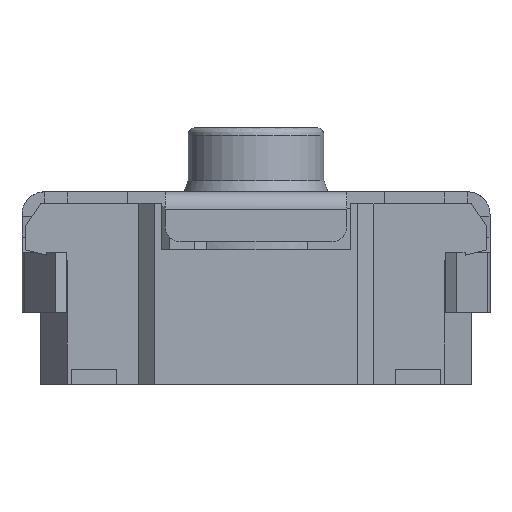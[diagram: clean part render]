
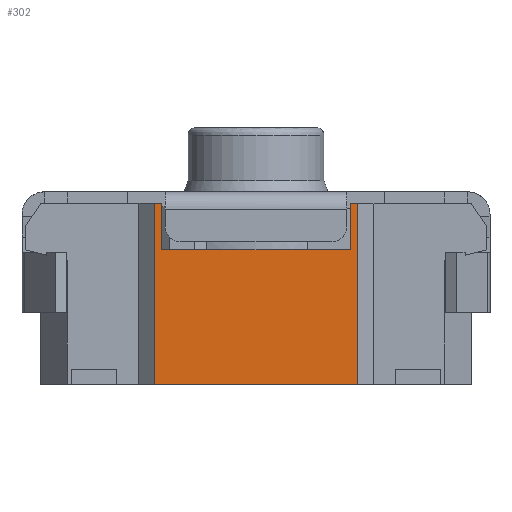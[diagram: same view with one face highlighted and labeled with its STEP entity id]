
A CAD part, front view. The second image highlights one B-rep face of the part: STEP entity #302.
In plain terms, the highlighted planar face has unit normal (0, -1, 0).
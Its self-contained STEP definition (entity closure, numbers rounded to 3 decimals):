
#302 = ADVANCED_FACE ( 'NONE', ( #7227 ), #5741, .F. ) ;
#1536 = VERTEX_POINT ( 'NONE', #5096 ) ;
#1537 = VERTEX_POINT ( 'NONE', #5097 ) ;
#1538 = VERTEX_POINT ( 'NONE', #5098 ) ;
#1539 = VERTEX_POINT ( 'NONE', #5099 ) ;
#1543 = VERTEX_POINT ( 'NONE', #5105 ) ;
#1544 = VERTEX_POINT ( 'NONE', #5106 ) ;
#1554 = VERTEX_POINT ( 'NONE', #5120 ) ;
#1555 = VERTEX_POINT ( 'NONE', #5121 ) ;
#2972 = ORIENTED_EDGE ( 'NONE', *, *, #10472, .F. ) ;
#2973 = ORIENTED_EDGE ( 'NONE', *, *, #10501, .T. ) ;
#2974 = ORIENTED_EDGE ( 'NONE', *, *, #10499, .F. ) ;
#2975 = ORIENTED_EDGE ( 'NONE', *, *, #10503, .F. ) ;
#2976 = ORIENTED_EDGE ( 'NONE', *, *, #10479, .F. ) ;
#2977 = ORIENTED_EDGE ( 'NONE', *, *, #10502, .F. ) ;
#2992 = ORIENTED_EDGE ( 'NONE', *, *, #10473, .F. ) ;
#2993 = ORIENTED_EDGE ( 'NONE', *, *, #10500, .F. ) ;
#3173 = AXIS2_PLACEMENT_3D ( 'NONE', #5742, #5743, #5744 ) ;
#5096 = CARTESIAN_POINT ( 'NONE',  ( 1.35, -1.75, -2.581 ) ) ;
#5097 = CARTESIAN_POINT ( 'NONE',  ( 1.35, -1.75, -0.181 ) ) ;
#5098 = CARTESIAN_POINT ( 'NONE',  ( -1.35, -1.75, -2.581 ) ) ;
#5099 = CARTESIAN_POINT ( 'NONE',  ( -1.35, -1.75, -0.181 ) ) ;
#5105 = CARTESIAN_POINT ( 'NONE',  ( -1.25, -1.75, -0.801 ) ) ;
#5106 = CARTESIAN_POINT ( 'NONE',  ( 1.25, -1.75, -0.801 ) ) ;
#5120 = CARTESIAN_POINT ( 'NONE',  ( -1.25, -1.75, -0.181 ) ) ;
#5121 = CARTESIAN_POINT ( 'NONE',  ( 1.25, -1.75, -0.181 ) ) ;
#5741 = PLANE ( 'NONE',  #3173 ) ;
#5742 = CARTESIAN_POINT ( 'NONE',  ( -1.35, -1.75, -2.581 ) ) ;
#5743 = DIRECTION ( 'NONE',  ( 0., 1., 0. ) ) ;
#5744 = DIRECTION ( 'NONE',  ( 0., 0., 1. ) ) ;
#7227 = FACE_OUTER_BOUND ( 'NONE', #10100, .T. ) ;
#7552 = DIRECTION ( 'NONE',  ( 1., 0., 0. ) ) ;
#7556 = CARTESIAN_POINT ( 'NONE',  ( 0., -1.75, -0.801 ) ) ;
#7728 = CARTESIAN_POINT ( 'NONE',  ( 0., -1.75, -0.181 ) ) ;
#7730 = DIRECTION ( 'NONE',  ( 1., 0., 0. ) ) ;
#7739 = CARTESIAN_POINT ( 'NONE',  ( -1.25, -1.75, -1.381 ) ) ;
#7746 = DIRECTION ( 'NONE',  ( 0., 0., -1. ) ) ;
#7754 = DIRECTION ( 'NONE',  ( 1., 0., 0. ) ) ;
#7757 = CARTESIAN_POINT ( 'NONE',  ( 0., -1.75, -2.581 ) ) ;
#7763 = CARTESIAN_POINT ( 'NONE',  ( 0., -1.75, -0.181 ) ) ;
#7769 = DIRECTION ( 'NONE',  ( 1., 0., 0. ) ) ;
#7774 = CARTESIAN_POINT ( 'NONE',  ( 1.25, -1.75, -1.381 ) ) ;
#7781 = DIRECTION ( 'NONE',  ( 0., 0., 1. ) ) ;
#8104 = CARTESIAN_POINT ( 'NONE',  ( 1.35, -1.75, -1.381 ) ) ;
#8106 = DIRECTION ( 'NONE',  ( 0., 0., -1. ) ) ;
#8108 = CARTESIAN_POINT ( 'NONE',  ( -1.35, -1.75, -1.381 ) ) ;
#8109 = DIRECTION ( 'NONE',  ( 0., 0., 1. ) ) ;
#9302 = LINE ( 'NONE', #8104, #10974 ) ;
#9303 = LINE ( 'NONE', #8108, #10975 ) ;
#9308 = LINE ( 'NONE', #7556, #10980 ) ;
#9323 = LINE ( 'NONE', #7728, #10995 ) ;
#9324 = LINE ( 'NONE', #7739, #10996 ) ;
#9325 = LINE ( 'NONE', #7757, #10997 ) ;
#9326 = LINE ( 'NONE', #7763, #10998 ) ;
#9327 = LINE ( 'NONE', #7774, #10999 ) ;
#10100 = EDGE_LOOP ( 'NONE', ( #2993, #2974, #2992, #2973, #2972, #2977, #2975, #2976 ) ) ;
#10472 = EDGE_CURVE ( 'NONE', #1537, #1536, #9302, .T. ) ;
#10473 = EDGE_CURVE ( 'NONE', #1538, #1539, #9303, .T. ) ;
#10479 = EDGE_CURVE ( 'NONE', #1543, #1544, #9308, .T. ) ;
#10499 = EDGE_CURVE ( 'NONE', #1539, #1554, #9323, .T. ) ;
#10500 = EDGE_CURVE ( 'NONE', #1554, #1543, #9324, .T. ) ;
#10501 = EDGE_CURVE ( 'NONE', #1538, #1536, #9325, .T. ) ;
#10502 = EDGE_CURVE ( 'NONE', #1555, #1537, #9326, .T. ) ;
#10503 = EDGE_CURVE ( 'NONE', #1544, #1555, #9327, .T. ) ;
#10974 = VECTOR ( 'NONE', #8106, 1000. ) ;
#10975 = VECTOR ( 'NONE', #8109, 1000. ) ;
#10980 = VECTOR ( 'NONE', #7552, 1000. ) ;
#10995 = VECTOR ( 'NONE', #7730, 1000. ) ;
#10996 = VECTOR ( 'NONE', #7746, 1000. ) ;
#10997 = VECTOR ( 'NONE', #7754, 1000. ) ;
#10998 = VECTOR ( 'NONE', #7769, 1000. ) ;
#10999 = VECTOR ( 'NONE', #7781, 1000. ) ;
